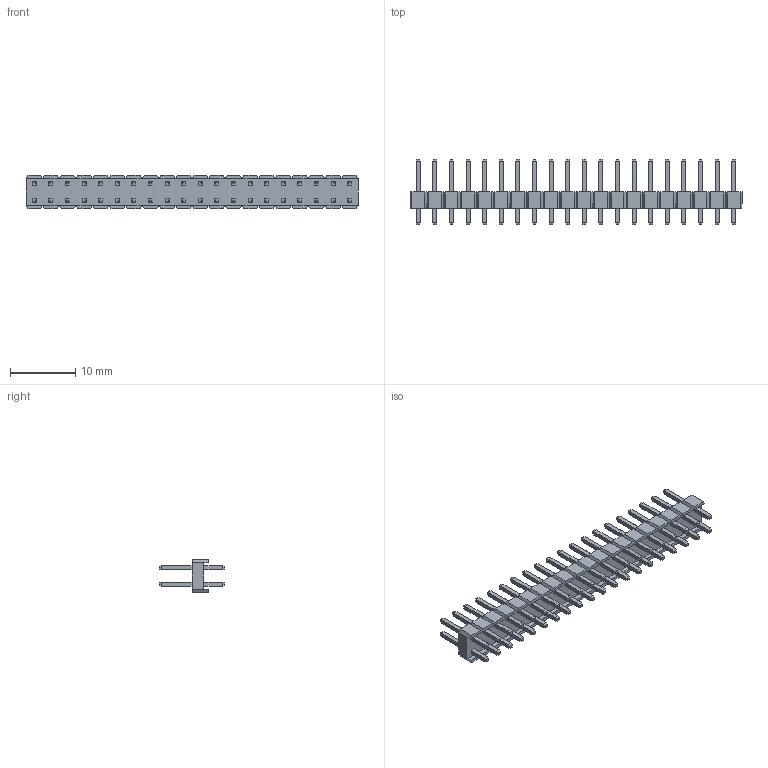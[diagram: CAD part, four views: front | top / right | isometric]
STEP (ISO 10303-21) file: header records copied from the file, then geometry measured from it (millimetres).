
FILE_DESCRIPTION((''),'2;1');
FILE_NAME('FPH25452-D40S1014111240B','2023-12-13T',('工程三'),(''),'PRO/ENGINEER BY PARAMETRIC TECHNOLOGY CORPORATION, 2010280','PRO/ENGINEER BY PARAMETRIC TECHNOLOGY CORPORATION, 2010280','');
FILE_SCHEMA(('CONFIG_CONTROL_DESIGN'));
Length unit declared in the file: millimetre
Products named in the file (1): FPH25452-D40S1014111240B
Bounding box: 50.8 x 10 x 5.08 mm (x, y, z)
Volume: 616.1 mm3; surface area: 1717 mm2
Topology: 1 solids, 1 shells, 924 faces, 2206 edges, 1364 vertices
Faces by surface type: plane 924
Entity records: 25768 total; most frequent: CARTESIAN_POINT 4494, ORIENTED_EDGE 4412, DIRECTION 4054, VECTOR 2206, LINE 2206, EDGE_CURVE 2206, VERTEX_POINT 1364, EDGE_LOOP 1004
